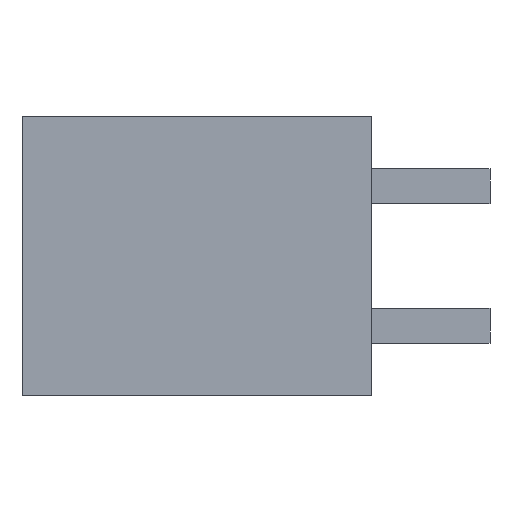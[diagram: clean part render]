
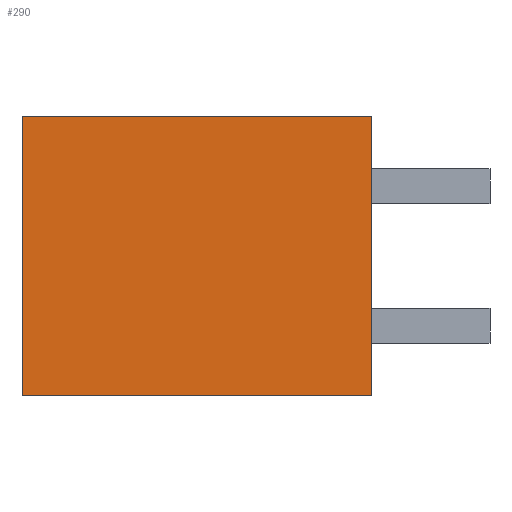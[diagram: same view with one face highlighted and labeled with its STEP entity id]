
A CAD part, left-side view. The second image highlights one B-rep face of the part: STEP entity #290.
In plain terms, the highlighted planar face has unit normal (-1, 0, 0).
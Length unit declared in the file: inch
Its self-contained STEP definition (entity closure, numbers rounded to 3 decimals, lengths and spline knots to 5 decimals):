
#290 = ADVANCED_FACE( '', ( #774 ), #775, .F. );
#774 = FACE_OUTER_BOUND( '', #1490, .T. );
#775 = PLANE( '', #1491 );
#1490 = EDGE_LOOP( '', ( #2194, #2195, #2196, #2197 ) );
#1491 = AXIS2_PLACEMENT_3D( '', #2198, #2199, #2200 );
#2194 = ORIENTED_EDGE( '', *, *, #4351, .T. );
#2195 = ORIENTED_EDGE( '', *, *, #4352, .F. );
#2196 = ORIENTED_EDGE( '', *, *, #4353, .F. );
#2197 = ORIENTED_EDGE( '', *, *, #4354, .T. );
#2198 = CARTESIAN_POINT( '', ( -0.26, 0.25, -0.1 ) );
#2199 = DIRECTION( '', ( 1., 0., 0. ) );
#2200 = DIRECTION( '', ( 0., 0., -1. ) );
#4351 = EDGE_CURVE( '', #5205, #5206, #5207, .T. );
#4352 = EDGE_CURVE( '', #5208, #5206, #5209, .T. );
#4353 = EDGE_CURVE( '', #5210, #5208, #5211, .T. );
#4354 = EDGE_CURVE( '', #5210, #5205, #5212, .T. );
#5205 = VERTEX_POINT( '', #6479 );
#5206 = VERTEX_POINT( '', #6480 );
#5207 = LINE( '', #6481, #6482 );
#5208 = VERTEX_POINT( '', #6483 );
#5209 = LINE( '', #6484, #6485 );
#5210 = VERTEX_POINT( '', #6486 );
#5211 = LINE( '', #6487, #6488 );
#5212 = LINE( '', #6489, #6490 );
#6479 = CARTESIAN_POINT( '', ( -0.26, 0., -0.1 ) );
#6480 = CARTESIAN_POINT( '', ( -0.26, 0., 0.1 ) );
#6481 = CARTESIAN_POINT( '', ( -0.26, 0., -0.1 ) );
#6482 = VECTOR( '', #8362, 39.37008 );
#6483 = CARTESIAN_POINT( '', ( -0.26, 0.25, 0.1 ) );
#6484 = CARTESIAN_POINT( '', ( -0.26, 0.25, 0.1 ) );
#6485 = VECTOR( '', #8363, 39.37008 );
#6486 = CARTESIAN_POINT( '', ( -0.26, 0.25, -0.1 ) );
#6487 = CARTESIAN_POINT( '', ( -0.26, 0.25, -0.1 ) );
#6488 = VECTOR( '', #8364, 39.37008 );
#6489 = CARTESIAN_POINT( '', ( -0.26, 0.25, -0.1 ) );
#6490 = VECTOR( '', #8365, 39.37008 );
#8362 = DIRECTION( '', ( 0., 0., 1. ) );
#8363 = DIRECTION( '', ( 0., -1., 0. ) );
#8364 = DIRECTION( '', ( 0., 0., 1. ) );
#8365 = DIRECTION( '', ( 0., -1., 0. ) );
